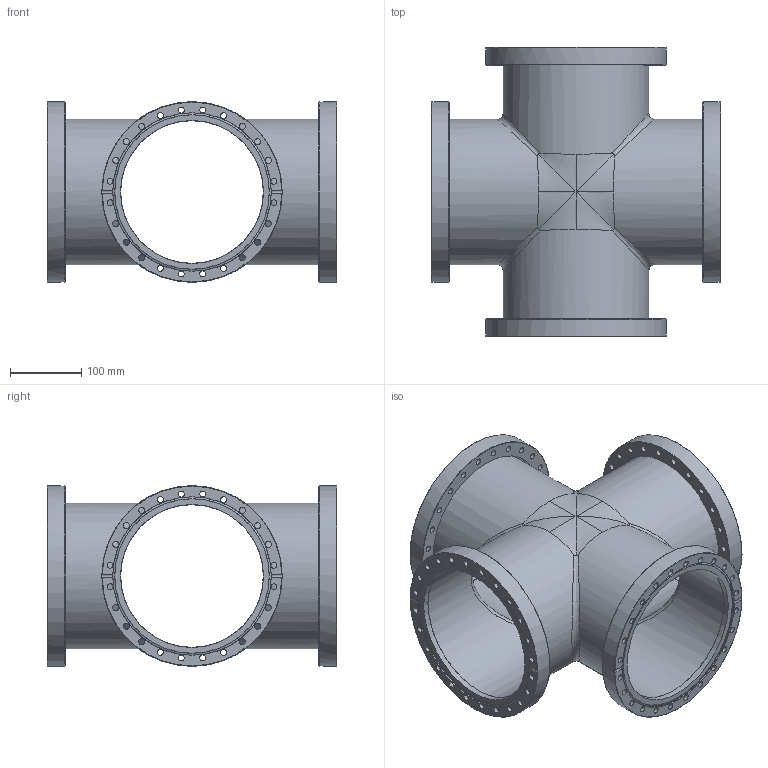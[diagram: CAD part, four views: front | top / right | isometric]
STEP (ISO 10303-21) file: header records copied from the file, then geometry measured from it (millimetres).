
FILE_DESCRIPTION((''),'2;1');
FILE_NAME('X200R-304.stp','2009-04-30T15:26:18',('hasers'),(''),'Autodesk Inventor 2008','Autodesk Inventor 2008','');
FILE_SCHEMA(('AUTOMOTIVE_DESIGN { 1 0 10303 214 1 1 1 1 }'));
Length unit declared in the file: millimetre
Products named in the file (5): X200R-304; Rohre [Subject [Summary]=T-Collar][Keywords [Summary]=1.4301][Title [Summary]=X200-CF]; CF-07 [Keywords [Summary]=1.4301][Company [Summary]=Vacom][Title [Summary]=F200B204]; CF-R [Subject [Summary]=-304][Title [Summary]=F200RIB204]; CF-R [Subject [Summary]=-304][Title [Summary]=F200RO]
Assembly tree (7 placements, depth 2):
  X200R-304
    Rohre [Subject [Summary]=T-Collar][Keywords [Summary]=1.4301][Title [Summary]=X200-CF]
    CF-07 [Keywords [Summary]=1.4301][Company [Summary]=Vacom][Title [Summary]=F200B204]  x2
    CF-R [Subject [Summary]=-304][Title [Summary]=F200RIB204]  x2
    CF-R [Subject [Summary]=-304][Title [Summary]=F200RO]  x2
Bounding box: 406 x 406 x 253 mm (x, y, z)
Volume: 2247155.2 mm3; surface area: 1064166.2 mm2
Topology: 7 solids, 7 shells, 236 faces, 713 edges, 493 vertices
Faces by surface type: bspline 152, cylinder 28, plane 24, torus 22, cone 10
Full cylindrical faces by diameter (mm): 200 x4, 200.5 x2, 204 x4, 204.5 x2, 222.1 x2, 222.3 x2, 223 x2, 253 x4
Entity records: 27612 total; most frequent: CARTESIAN_POINT 24437, ORIENTED_EDGE 564, DIRECTION 516, EDGE_LOOP 332, EDGE_CURVE 282, AXIS2_PLACEMENT_3D 254, VERTEX_POINT 226, FACE_BOUND 188
